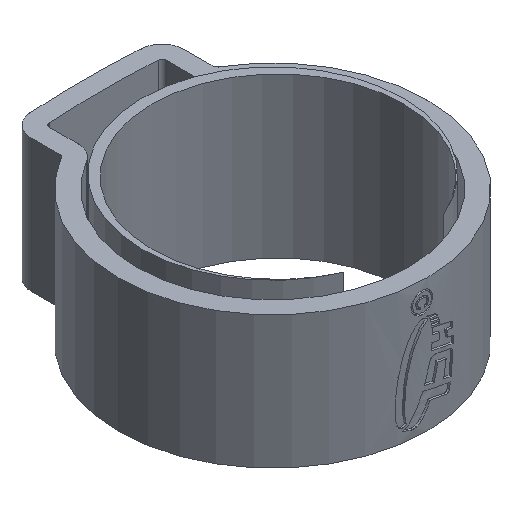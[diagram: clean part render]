
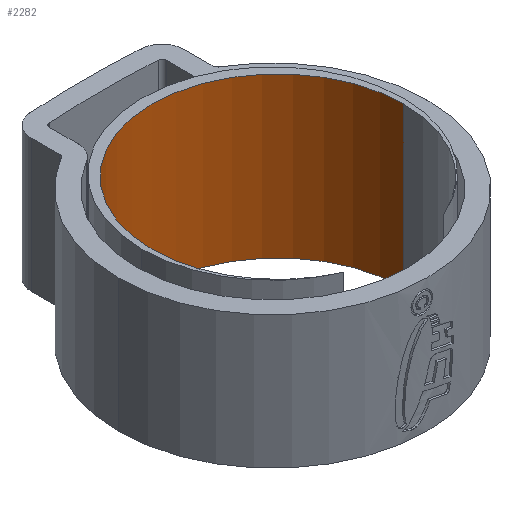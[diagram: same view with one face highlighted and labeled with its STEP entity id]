
A CAD part, isometric view. The second image highlights one B-rep face of the part: STEP entity #2282.
In plain terms, the highlighted cylindrical face has radius 6.16 mm (diameter 12.321 mm), a partial arc.
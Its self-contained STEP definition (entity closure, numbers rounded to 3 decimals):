
#171 = CYLINDRICAL_SURFACE ( 'NONE', #5371, 6.16 ) ;
#250 = VERTEX_POINT ( 'NONE', #1625 ) ;
#436 = AXIS2_PLACEMENT_3D ( 'NONE', #4968, #5390, #1588 ) ;
#766 = LINE ( 'NONE', #5408, #3491 ) ;
#887 = EDGE_CURVE ( 'NONE', #4471, #4439, #1238, .T. ) ;
#925 = CARTESIAN_POINT ( 'NONE',  ( -6.16, -0.26, -3.9 ) ) ;
#960 = CARTESIAN_POINT ( 'NONE',  ( 6.16, -0.26, -3.9 ) ) ;
#1157 = DIRECTION ( 'NONE',  ( 0., 0., -1. ) ) ;
#1238 = LINE ( 'NONE', #2906, #2821 ) ;
#1253 = ORIENTED_EDGE ( 'NONE', *, *, #5060, .T. ) ;
#1324 = ORIENTED_EDGE ( 'NONE', *, *, #887, .F. ) ;
#1429 = ORIENTED_EDGE ( 'NONE', *, *, #3762, .T. ) ;
#1432 = DIRECTION ( 'NONE',  ( 0., 0., -1. ) ) ;
#1588 = DIRECTION ( 'NONE',  ( 1., 0., 0. ) ) ;
#1625 = CARTESIAN_POINT ( 'NONE',  ( -6.16, -0.26, 3.9 ) ) ;
#1841 = CARTESIAN_POINT ( 'NONE',  ( 0., -0.26, 3.9 ) ) ;
#2216 = CARTESIAN_POINT ( 'NONE',  ( 0., -0.26, -3.9 ) ) ;
#2282 = ADVANCED_FACE ( 'NONE', ( #5234 ), #171, .F. ) ;
#2303 = DIRECTION ( 'NONE',  ( -1., 0., 0. ) ) ;
#2457 = DIRECTION ( 'NONE',  ( 0., 0., -1. ) ) ;
#2522 = CIRCLE ( 'NONE', #436, 6.16 ) ;
#2598 = DIRECTION ( 'NONE',  ( 0., 0., -1. ) ) ;
#2821 = VECTOR ( 'NONE', #2457, 1000. ) ;
#2906 = CARTESIAN_POINT ( 'NONE',  ( 6.16, -0.26, 3.9 ) ) ;
#3435 = CARTESIAN_POINT ( 'NONE',  ( 6.16, -0.26, 3.9 ) ) ;
#3491 = VECTOR ( 'NONE', #1157, 1000. ) ;
#3752 = VERTEX_POINT ( 'NONE', #925 ) ;
#3762 = EDGE_CURVE ( 'NONE', #3752, #4439, #4371, .T. ) ;
#4371 = CIRCLE ( 'NONE', #5241, 6.16 ) ;
#4425 = EDGE_LOOP ( 'NONE', ( #1324, #4683, #1253, #1429 ) ) ;
#4439 = VERTEX_POINT ( 'NONE', #960 ) ;
#4471 = VERTEX_POINT ( 'NONE', #3435 ) ;
#4683 = ORIENTED_EDGE ( 'NONE', *, *, #4723, .F. ) ;
#4723 = EDGE_CURVE ( 'NONE', #250, #4471, #2522, .T. ) ;
#4968 = CARTESIAN_POINT ( 'NONE',  ( 0., -0.26, 3.9 ) ) ;
#5041 = DIRECTION ( 'NONE',  ( 1., 0., 0. ) ) ;
#5060 = EDGE_CURVE ( 'NONE', #250, #3752, #766, .T. ) ;
#5234 = FACE_OUTER_BOUND ( 'NONE', #4425, .T. ) ;
#5241 = AXIS2_PLACEMENT_3D ( 'NONE', #2216, #2598, #5041 ) ;
#5371 = AXIS2_PLACEMENT_3D ( 'NONE', #1841, #1432, #2303 ) ;
#5390 = DIRECTION ( 'NONE',  ( 0., 0., -1. ) ) ;
#5408 = CARTESIAN_POINT ( 'NONE',  ( -6.16, -0.26, 3.9 ) ) ;
